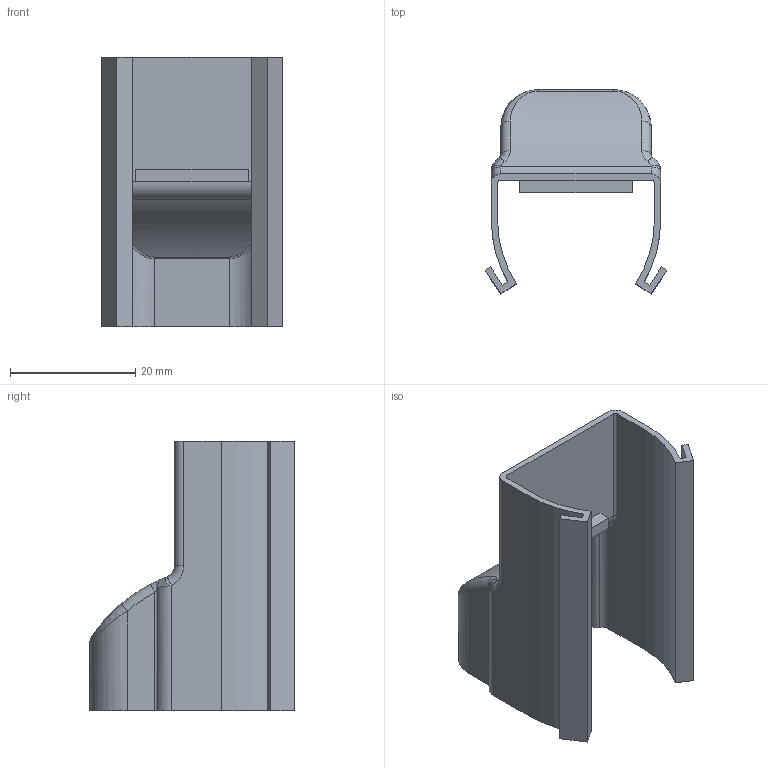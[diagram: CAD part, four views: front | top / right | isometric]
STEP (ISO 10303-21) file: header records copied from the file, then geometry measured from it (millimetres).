
FILE_DESCRIPTION(('STEP AP203'),'1');
FILE_NAME('endcov20.stp','2024-09-24T14:54:02',('TraceParts'),('TraceParts S.A.'),'Spatial InterOp 3D',' ',' ');
FILE_SCHEMA(('CONFIG_CONTROL_DESIGN'));
Length unit declared in the file: millimetre
Products named in the file (1): 1
Bounding box: 28.96 x 32.65 x 43 mm (x, y, z)
Volume: 3695.6 mm3; surface area: 7578.9 mm2
Topology: 1 solids, 1 shells, 79 faces, 201 edges, 124 vertices
Faces by surface type: plane 29, cylinder 26, bspline 16, torus 8
Entity records: 2991 total; most frequent: CARTESIAN_POINT 1117, ORIENTED_EDGE 402, DIRECTION 365, EDGE_CURVE 201, AXIS2_PLACEMENT_3D 132, VERTEX_POINT 124, LINE 101, VECTOR 101
